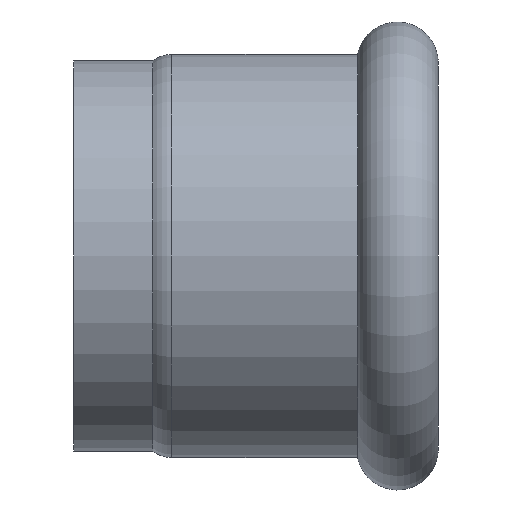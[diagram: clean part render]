
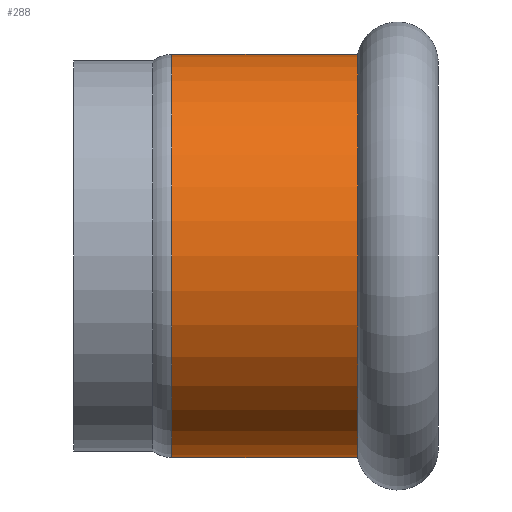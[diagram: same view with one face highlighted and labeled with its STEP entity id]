
A CAD part, front view. The second image highlights one B-rep face of the part: STEP entity #288.
In plain terms, the highlighted cylindrical face has radius 22.7 mm (diameter 45.4 mm), a full revolution.
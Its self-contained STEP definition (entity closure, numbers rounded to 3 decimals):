
#21=LINE('',#544,#28);
#28=VECTOR('',#443,22.7);
#35=CYLINDRICAL_SURFACE('',#349,22.7);
#45=FACE_OUTER_BOUND('',#59,.T.);
#59=EDGE_LOOP('',(#230,#231,#232,#233,#234,#235,#236,#237));
#65=CIRCLE('',#315,22.7);
#66=CIRCLE('',#316,22.7);
#71=CIRCLE('',#321,22.7);
#89=CIRCLE('',#345,22.7);
#90=CIRCLE('',#346,22.7);
#91=CIRCLE('',#347,22.7);
#104=VERTEX_POINT('',#481);
#105=VERTEX_POINT('',#482);
#106=VERTEX_POINT('',#484);
#126=VERTEX_POINT('',#536);
#127=VERTEX_POINT('',#537);
#128=VERTEX_POINT('',#539);
#138=EDGE_CURVE('',#104,#105,#65,.T.);
#139=EDGE_CURVE('',#105,#106,#66,.T.);
#144=EDGE_CURVE('',#106,#104,#71,.T.);
#165=EDGE_CURVE('',#126,#127,#89,.T.);
#166=EDGE_CURVE('',#128,#126,#90,.T.);
#167=EDGE_CURVE('',#127,#128,#91,.T.);
#169=EDGE_CURVE('',#105,#128,#21,.T.);
#230=ORIENTED_EDGE('',*,*,#138,.F.);
#231=ORIENTED_EDGE('',*,*,#144,.F.);
#232=ORIENTED_EDGE('',*,*,#139,.F.);
#233=ORIENTED_EDGE('',*,*,#169,.T.);
#234=ORIENTED_EDGE('',*,*,#166,.T.);
#235=ORIENTED_EDGE('',*,*,#165,.T.);
#236=ORIENTED_EDGE('',*,*,#167,.T.);
#237=ORIENTED_EDGE('',*,*,#169,.F.);
#288=ADVANCED_FACE('',(#45),#35,.T.);
#315=AXIS2_PLACEMENT_3D('',#483,#370,#371);
#316=AXIS2_PLACEMENT_3D('',#485,#372,#373);
#321=AXIS2_PLACEMENT_3D('',#493,#382,#383);
#345=AXIS2_PLACEMENT_3D('',#538,#433,#434);
#346=AXIS2_PLACEMENT_3D('',#540,#435,#436);
#347=AXIS2_PLACEMENT_3D('',#541,#437,#438);
#349=AXIS2_PLACEMENT_3D('',#543,#441,#442);
#370=DIRECTION('center_axis',(1.,0.,0.));
#371=DIRECTION('ref_axis',(0.,1.,0.));
#372=DIRECTION('center_axis',(1.,0.,0.));
#373=DIRECTION('ref_axis',(0.,1.,0.));
#382=DIRECTION('center_axis',(1.,0.,0.));
#383=DIRECTION('ref_axis',(0.,1.,0.));
#433=DIRECTION('center_axis',(1.,0.,0.));
#434=DIRECTION('ref_axis',(0.,1.,0.));
#435=DIRECTION('center_axis',(1.,0.,0.));
#436=DIRECTION('ref_axis',(0.,1.,0.));
#437=DIRECTION('center_axis',(1.,0.,0.));
#438=DIRECTION('ref_axis',(0.,1.,0.));
#441=DIRECTION('center_axis',(1.,0.,0.));
#442=DIRECTION('ref_axis',(0.,1.,0.));
#443=DIRECTION('',(-1.,0.,0.));
#481=CARTESIAN_POINT('',(-9.064,22.7,0.));
#482=CARTESIAN_POINT('',(-9.064,-22.7,0.));
#483=CARTESIAN_POINT('Origin',(-9.064,0.,0.));
#484=CARTESIAN_POINT('',(-9.064,0.,-22.7));
#485=CARTESIAN_POINT('Origin',(-9.064,0.,0.));
#493=CARTESIAN_POINT('Origin',(-9.064,0.,0.));
#536=CARTESIAN_POINT('',(-30.,22.7,0.));
#537=CARTESIAN_POINT('',(-30.,0.,22.7));
#538=CARTESIAN_POINT('Origin',(-30.,0.,0.));
#539=CARTESIAN_POINT('',(-30.,-22.7,0.));
#540=CARTESIAN_POINT('Origin',(-30.,0.,0.));
#541=CARTESIAN_POINT('Origin',(-30.,0.,0.));
#543=CARTESIAN_POINT('Origin',(-19.532,0.,0.));
#544=CARTESIAN_POINT('',(-19.532,-22.7,0.));
